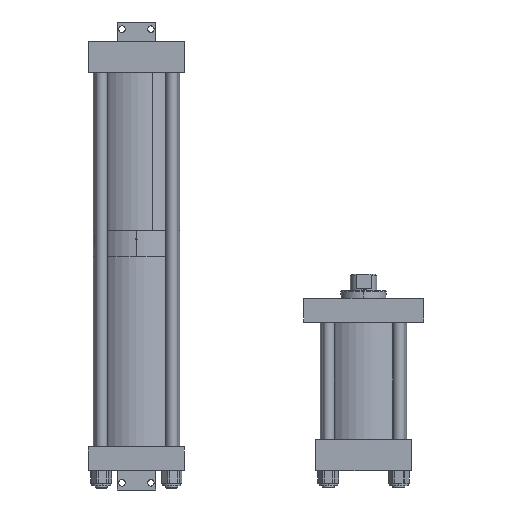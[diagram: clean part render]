
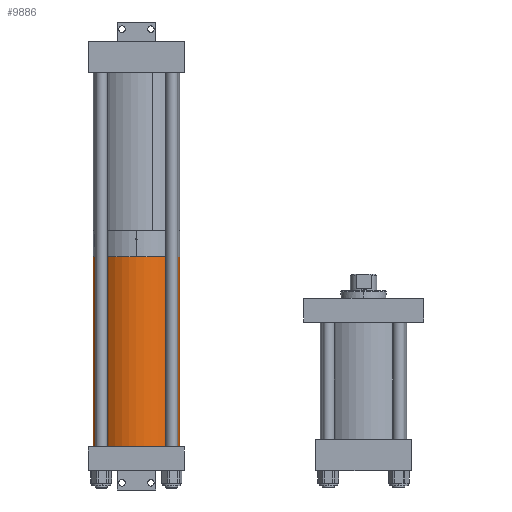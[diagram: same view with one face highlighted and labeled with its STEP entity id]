
A CAD part, front view. The second image highlights one B-rep face of the part: STEP entity #9886.
In plain terms, the highlighted cylindrical face has radius 57.15 mm (diameter 114.3 mm), a partial arc.
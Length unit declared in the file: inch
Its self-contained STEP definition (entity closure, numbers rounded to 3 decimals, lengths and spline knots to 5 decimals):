
#223 = CARTESIAN_POINT ( 'NONE',  ( 0., 0., -2.25 ) ) ;
#642 = AXIS2_PLACEMENT_3D ( 'NONE', #9595, #5326, #5422 ) ;
#816 = AXIS2_PLACEMENT_3D ( 'NONE', #9688, #3758, #11312 ) ;
#859 = ORIENTED_EDGE ( 'NONE', *, *, #8359, .F. ) ;
#866 = FACE_OUTER_BOUND ( 'NONE', #10132, .T. ) ;
#1249 = VECTOR ( 'NONE', #9016, 39.37008 ) ;
#1276 = CARTESIAN_POINT ( 'NONE',  ( 9.903, 0., -2.25 ) ) ;
#1288 = VERTEX_POINT ( 'NONE', #4910 ) ;
#1694 = VERTEX_POINT ( 'NONE', #6452 ) ;
#1952 = CYLINDRICAL_SURFACE ( 'NONE', #816, 2.25 ) ;
#2085 = LINE ( 'NONE', #2097, #8492 ) ;
#2097 = CARTESIAN_POINT ( 'NONE',  ( 9.903, 0., 2.25 ) ) ;
#2110 = DIRECTION ( 'NONE',  ( -1., 0., 0. ) ) ;
#2241 = ORIENTED_EDGE ( 'NONE', *, *, #6308, .T. ) ;
#2758 = DIRECTION ( 'NONE',  ( 1., 0., 0. ) ) ;
#3396 = EDGE_CURVE ( 'NONE', #1288, #1694, #2085, .T. ) ;
#3758 = DIRECTION ( 'NONE',  ( -1., 0., 0. ) ) ;
#3998 = ORIENTED_EDGE ( 'NONE', *, *, #3396, .T. ) ;
#4185 = ORIENTED_EDGE ( 'NONE', *, *, #10864, .F. ) ;
#4910 = CARTESIAN_POINT ( 'NONE',  ( 9.903, 0., 2.25 ) ) ;
#5326 = DIRECTION ( 'NONE',  ( 1., 0., 0. ) ) ;
#5422 = DIRECTION ( 'NONE',  ( 0., 0., -1. ) ) ;
#5441 = VERTEX_POINT ( 'NONE', #223 ) ;
#6308 = EDGE_CURVE ( 'NONE', #1694, #5441, #10372, .T. ) ;
#6452 = CARTESIAN_POINT ( 'NONE',  ( 0., 0., 2.25 ) ) ;
#7294 = LINE ( 'NONE', #1276, #1249 ) ;
#8359 = EDGE_CURVE ( 'NONE', #10301, #5441, #7294, .T. ) ;
#8492 = VECTOR ( 'NONE', #2110, 39.37008 ) ;
#8721 = CARTESIAN_POINT ( 'NONE',  ( 9.903, 0., 0. ) ) ;
#9016 = DIRECTION ( 'NONE',  ( -1., 0., 0. ) ) ;
#9595 = CARTESIAN_POINT ( 'NONE',  ( 0., 0., 0. ) ) ;
#9688 = CARTESIAN_POINT ( 'NONE',  ( 9.903, 0., 0. ) ) ;
#9886 = ADVANCED_FACE ( 'NONE', ( #866 ), #1952, .T. ) ;
#10127 = AXIS2_PLACEMENT_3D ( 'NONE', #8721, #2758, #10436 ) ;
#10132 = EDGE_LOOP ( 'NONE', ( #859, #4185, #3998, #2241 ) ) ;
#10301 = VERTEX_POINT ( 'NONE', #12521 ) ;
#10372 = CIRCLE ( 'NONE', #642, 2.25 ) ;
#10436 = DIRECTION ( 'NONE',  ( 0., 0., -1. ) ) ;
#10864 = EDGE_CURVE ( 'NONE', #1288, #10301, #12342, .T. ) ;
#11312 = DIRECTION ( 'NONE',  ( 0., 0., 1. ) ) ;
#12342 = CIRCLE ( 'NONE', #10127, 2.25 ) ;
#12521 = CARTESIAN_POINT ( 'NONE',  ( 9.903, 0., -2.25 ) ) ;
